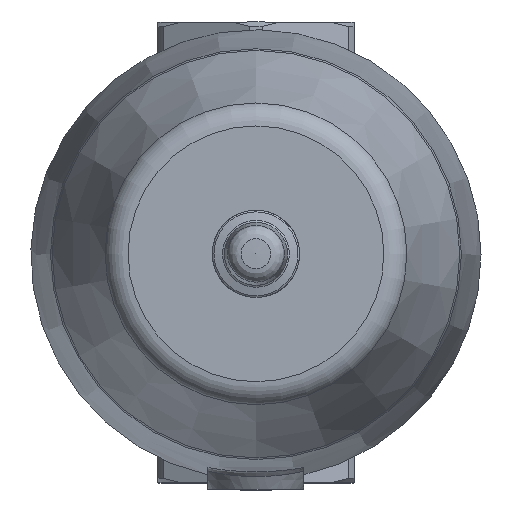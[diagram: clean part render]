
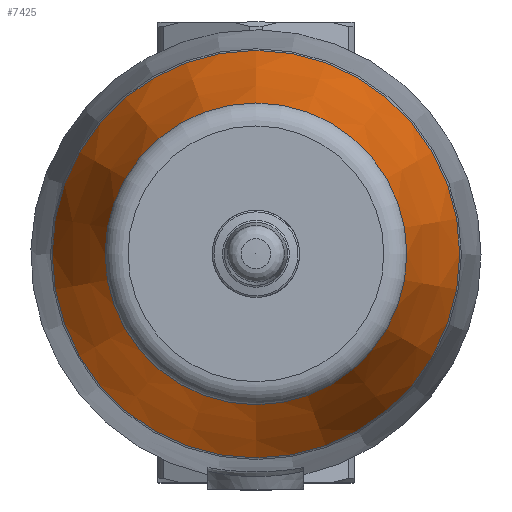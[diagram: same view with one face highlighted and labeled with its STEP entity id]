
A CAD part, top view. The second image highlights one B-rep face of the part: STEP entity #7425.
In plain terms, the highlighted conical face has half-angle 17.023 degrees and reference radius 42.75 mm.
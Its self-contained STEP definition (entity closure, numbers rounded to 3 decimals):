
#1465=FACE_BOUND('',#2458,.T.);
#1926=FACE_OUTER_BOUND('',#2457,.T.);
#2457=EDGE_LOOP('',(#6815));
#2458=EDGE_LOOP('',(#6816));
#2907=CIRCLE('',#8160,31.433);
#2908=CIRCLE('',#8161,42.462);
#3588=VERTEX_POINT('',#27877);
#3589=VERTEX_POINT('',#27879);
#4677=EDGE_CURVE('',#3588,#3588,#2907,.T.);
#4678=EDGE_CURVE('',#3589,#3589,#2908,.T.);
#6815=ORIENTED_EDGE('',*,*,#4677,.F.);
#6816=ORIENTED_EDGE('',*,*,#4678,.F.);
#6978=CONICAL_SURFACE('',#8159,42.75,17.023);
#7425=ADVANCED_FACE('',(#1926,#1465),#6978,.T.);
#8159=AXIS2_PLACEMENT_3D('',#27876,#9839,#9840);
#8160=AXIS2_PLACEMENT_3D('',#27878,#9841,#9842);
#8161=AXIS2_PLACEMENT_3D('',#27880,#9843,#9844);
#9839=DIRECTION('center_axis',(0.,0.,
-1.));
#9840=DIRECTION('ref_axis',(0.,1.,0.));
#9841=DIRECTION('center_axis',(0.,0.,
1.));
#9842=DIRECTION('ref_axis',(0.,1.,0.));
#9843=DIRECTION('center_axis',(0.,0.,
-1.));
#9844=DIRECTION('ref_axis',(0.,1.,0.));
#27876=CARTESIAN_POINT('Origin',(0.,0.,
380.7));
#27877=CARTESIAN_POINT('',(0.,-31.433,417.664));
#27878=CARTESIAN_POINT('Origin',(0.,0.,
417.664));
#27879=CARTESIAN_POINT('',(0.,-42.462,381.641));
#27880=CARTESIAN_POINT('Origin',(0.,0.,
381.641));
